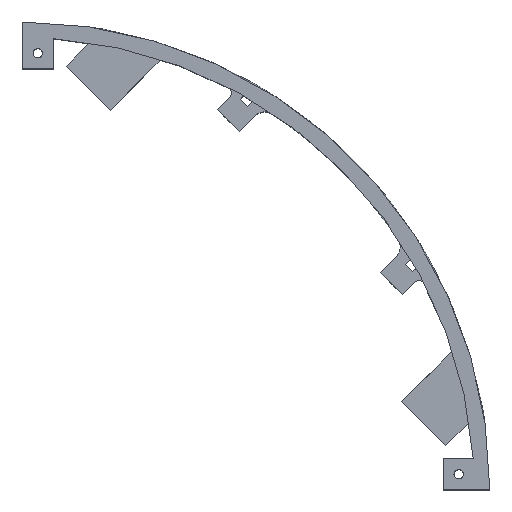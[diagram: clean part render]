
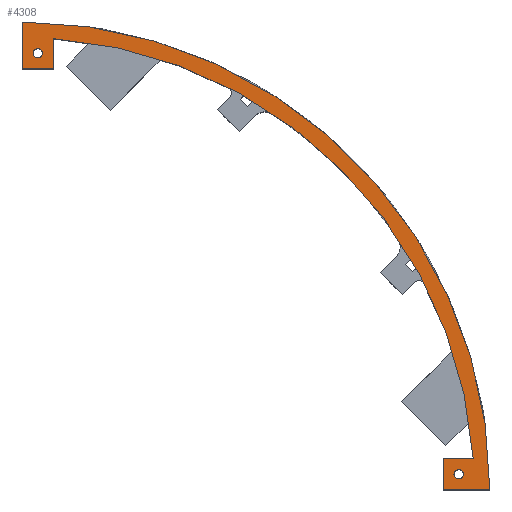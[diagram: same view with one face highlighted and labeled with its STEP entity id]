
A CAD part, top view. The second image highlights one B-rep face of the part: STEP entity #4308.
In plain terms, the highlighted planar face has unit normal (0, 0, 1).
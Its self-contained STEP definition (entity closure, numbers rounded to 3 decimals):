
#8 = ORIENTED_EDGE ( 'NONE', *, *, #973, .T. ) ;
#21 = VECTOR ( 'NONE', #3938, 1000. ) ;
#48 = CARTESIAN_POINT ( 'NONE',  ( 0., 135., 55. ) ) ;
#63 = EDGE_CURVE ( 'NONE', #435, #846, #2676, .T. ) ;
#88 = ORIENTED_EDGE ( 'NONE', *, *, #3031, .T. ) ;
#100 = CIRCLE ( 'NONE', #2594, 150. ) ;
#152 = DIRECTION ( 'NONE',  ( 0., 0., 1. ) ) ;
#171 = CARTESIAN_POINT ( 'NONE',  ( 144.655, 10., 55. ) ) ;
#222 = VERTEX_POINT ( 'NONE', #3729 ) ;
#284 = CARTESIAN_POINT ( 'NONE',  ( 138.5, 5., 55. ) ) ;
#290 = VERTEX_POINT ( 'NONE', #2440 ) ;
#397 = EDGE_CURVE ( 'NONE', #1641, #2006, #1960, .T. ) ;
#435 = VERTEX_POINT ( 'NONE', #284 ) ;
#529 = LINE ( 'NONE', #876, #736 ) ;
#542 = AXIS2_PLACEMENT_3D ( 'NONE', #3024, #1784, #2795 ) ;
#582 = ORIENTED_EDGE ( 'NONE', *, *, #3098, .T. ) ;
#608 = CARTESIAN_POINT ( 'NONE',  ( 140., 5., 55. ) ) ;
#624 = LINE ( 'NONE', #2934, #857 ) ;
#669 = VERTEX_POINT ( 'NONE', #3101 ) ;
#707 = VERTEX_POINT ( 'NONE', #1457 ) ;
#736 = VECTOR ( 'NONE', #3194, 1000. ) ;
#776 = DIRECTION ( 'NONE',  ( 0., 0., 1. ) ) ;
#795 = VERTEX_POINT ( 'NONE', #3068 ) ;
#846 = VERTEX_POINT ( 'NONE', #2727 ) ;
#857 = VECTOR ( 'NONE', #4245, 1000. ) ;
#876 = CARTESIAN_POINT ( 'NONE',  ( 135., 0., 55. ) ) ;
#896 = CARTESIAN_POINT ( 'NONE',  ( 150., 0., 55. ) ) ;
#947 = FACE_OUTER_BOUND ( 'NONE', #1552, .T. ) ;
#973 = EDGE_CURVE ( 'NONE', #2006, #707, #624, .T. ) ;
#981 = ORIENTED_EDGE ( 'NONE', *, *, #4212, .F. ) ;
#1088 = CARTESIAN_POINT ( 'NONE',  ( 0., 0., 55. ) ) ;
#1104 = AXIS2_PLACEMENT_3D ( 'NONE', #1448, #152, #4097 ) ;
#1107 = CIRCLE ( 'NONE', #2630, 145. ) ;
#1156 = DIRECTION ( 'NONE',  ( 1., 0., 0. ) ) ;
#1188 = EDGE_CURVE ( 'NONE', #3515, #669, #100, .T. ) ;
#1214 = CARTESIAN_POINT ( 'NONE',  ( 0., 0., 55. ) ) ;
#1239 = DIRECTION ( 'NONE',  ( 1., 0., 0. ) ) ;
#1390 = VECTOR ( 'NONE', #1783, 1000. ) ;
#1448 = CARTESIAN_POINT ( 'NONE',  ( 5., 140., 55. ) ) ;
#1457 = CARTESIAN_POINT ( 'NONE',  ( 10., 144.655, 55. ) ) ;
#1552 = EDGE_LOOP ( 'NONE', ( #4273, #88, #582, #1980, #3665, #3357, #2281, #8 ) ) ;
#1624 = DIRECTION ( 'NONE',  ( 1., 0., 0. ) ) ;
#1641 = VERTEX_POINT ( 'NONE', #48 ) ;
#1689 = CARTESIAN_POINT ( 'NONE',  ( 10., 135., 55. ) ) ;
#1721 = CARTESIAN_POINT ( 'NONE',  ( 135., 0., 55. ) ) ;
#1726 = DIRECTION ( 'NONE',  ( -1., 0., 0. ) ) ;
#1741 = CARTESIAN_POINT ( 'NONE',  ( 145., 10., 55. ) ) ;
#1758 = DIRECTION ( 'NONE',  ( -1., 0., 0. ) ) ;
#1783 = DIRECTION ( 'NONE',  ( -1., 0., 0. ) ) ;
#1784 = DIRECTION ( 'NONE',  ( 0., 0., 1. ) ) ;
#1804 = LINE ( 'NONE', #1741, #1390 ) ;
#1864 = PLANE ( 'NONE',  #3473 ) ;
#1904 = EDGE_CURVE ( 'NONE', #669, #1641, #4207, .T. ) ;
#1945 = DIRECTION ( 'NONE',  ( 0., 0., 1. ) ) ;
#1960 = LINE ( 'NONE', #3981, #21 ) ;
#1980 = ORIENTED_EDGE ( 'NONE', *, *, #3956, .T. ) ;
#2006 = VERTEX_POINT ( 'NONE', #1689 ) ;
#2055 = VERTEX_POINT ( 'NONE', #171 ) ;
#2110 = DIRECTION ( 'NONE',  ( 0., 0., 1. ) ) ;
#2182 = ORIENTED_EDGE ( 'NONE', *, *, #4180, .F. ) ;
#2186 = DIRECTION ( 'NONE',  ( -1., 0., 0. ) ) ;
#2214 = LINE ( 'NONE', #2280, #3879 ) ;
#2222 = CARTESIAN_POINT ( 'NONE',  ( 0., 150., 55. ) ) ;
#2280 = CARTESIAN_POINT ( 'NONE',  ( 145., 0., 55. ) ) ;
#2281 = ORIENTED_EDGE ( 'NONE', *, *, #397, .T. ) ;
#2360 = AXIS2_PLACEMENT_3D ( 'NONE', #2816, #776, #1156 ) ;
#2409 = EDGE_CURVE ( 'NONE', #707, #2055, #1107, .T. ) ;
#2425 = CIRCLE ( 'NONE', #542, 1.5 ) ;
#2440 = CARTESIAN_POINT ( 'NONE',  ( 6.5, 140., 55. ) ) ;
#2492 = EDGE_LOOP ( 'NONE', ( #2182, #3941 ) ) ;
#2562 = CIRCLE ( 'NONE', #2360, 1.5 ) ;
#2579 = DIRECTION ( 'NONE',  ( 0., 0., -1. ) ) ;
#2594 = AXIS2_PLACEMENT_3D ( 'NONE', #3767, #2110, #1726 ) ;
#2630 = AXIS2_PLACEMENT_3D ( 'NONE', #1088, #4067, #1758 ) ;
#2640 = EDGE_LOOP ( 'NONE', ( #3566, #981 ) ) ;
#2676 = CIRCLE ( 'NONE', #3577, 1.5 ) ;
#2727 = CARTESIAN_POINT ( 'NONE',  ( 141.5, 5., 55. ) ) ;
#2795 = DIRECTION ( 'NONE',  ( 1., 0., 0. ) ) ;
#2816 = CARTESIAN_POINT ( 'NONE',  ( 5., 140., 55. ) ) ;
#2881 = VERTEX_POINT ( 'NONE', #1721 ) ;
#2934 = CARTESIAN_POINT ( 'NONE',  ( 10., 145., 55. ) ) ;
#3024 = CARTESIAN_POINT ( 'NONE',  ( 140., 5., 55. ) ) ;
#3031 = EDGE_CURVE ( 'NONE', #2055, #795, #1804, .T. ) ;
#3068 = CARTESIAN_POINT ( 'NONE',  ( 135., 10., 55. ) ) ;
#3098 = EDGE_CURVE ( 'NONE', #795, #2881, #529, .T. ) ;
#3101 = CARTESIAN_POINT ( 'NONE',  ( 0., 150., 55. ) ) ;
#3194 = DIRECTION ( 'NONE',  ( 0., -1., 0. ) ) ;
#3255 = FACE_BOUND ( 'NONE', #2492, .T. ) ;
#3357 = ORIENTED_EDGE ( 'NONE', *, *, #1904, .T. ) ;
#3473 = AXIS2_PLACEMENT_3D ( 'NONE', #1214, #2579, #2186 ) ;
#3515 = VERTEX_POINT ( 'NONE', #896 ) ;
#3566 = ORIENTED_EDGE ( 'NONE', *, *, #3752, .F. ) ;
#3577 = AXIS2_PLACEMENT_3D ( 'NONE', #608, #1945, #1624 ) ;
#3665 = ORIENTED_EDGE ( 'NONE', *, *, #1188, .T. ) ;
#3729 = CARTESIAN_POINT ( 'NONE',  ( 3.5, 140., 55. ) ) ;
#3752 = EDGE_CURVE ( 'NONE', #290, #222, #4227, .T. ) ;
#3764 = DIRECTION ( 'NONE',  ( 0., -1., 0. ) ) ;
#3767 = CARTESIAN_POINT ( 'NONE',  ( 0., 0., 55. ) ) ;
#3879 = VECTOR ( 'NONE', #1239, 1000. ) ;
#3907 = FACE_BOUND ( 'NONE', #2640, .T. ) ;
#3938 = DIRECTION ( 'NONE',  ( 1., 0., 0. ) ) ;
#3941 = ORIENTED_EDGE ( 'NONE', *, *, #63, .F. ) ;
#3956 = EDGE_CURVE ( 'NONE', #2881, #3515, #2214, .T. ) ;
#3981 = CARTESIAN_POINT ( 'NONE',  ( 0., 135., 55. ) ) ;
#4067 = DIRECTION ( 'NONE',  ( 0., 0., -1. ) ) ;
#4097 = DIRECTION ( 'NONE',  ( 1., 0., 0. ) ) ;
#4161 = VECTOR ( 'NONE', #3764, 1000. ) ;
#4180 = EDGE_CURVE ( 'NONE', #846, #435, #2425, .T. ) ;
#4207 = LINE ( 'NONE', #2222, #4161 ) ;
#4212 = EDGE_CURVE ( 'NONE', #222, #290, #2562, .T. ) ;
#4227 = CIRCLE ( 'NONE', #1104, 1.5 ) ;
#4245 = DIRECTION ( 'NONE',  ( 0., 1., 0. ) ) ;
#4273 = ORIENTED_EDGE ( 'NONE', *, *, #2409, .T. ) ;
#4308 = ADVANCED_FACE ( 'NONE', ( #947, #3907, #3255 ), #1864, .F. ) ;
